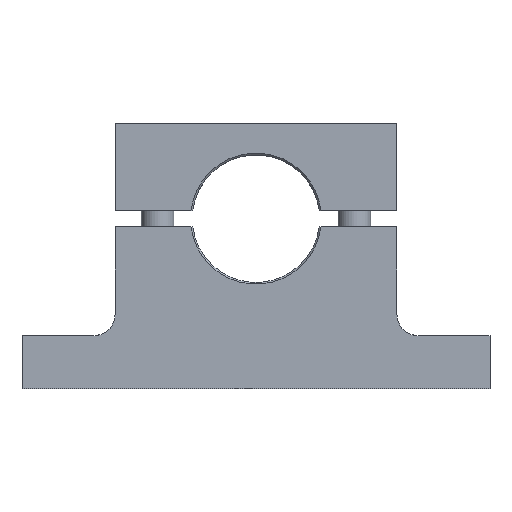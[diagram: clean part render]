
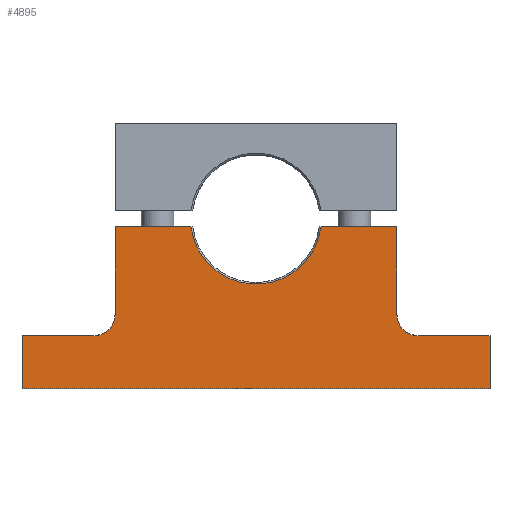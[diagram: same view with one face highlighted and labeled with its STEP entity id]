
A CAD part, top view. The second image highlights one B-rep face of the part: STEP entity #4895.
In plain terms, the highlighted planar face has unit normal (0, 0, 1).
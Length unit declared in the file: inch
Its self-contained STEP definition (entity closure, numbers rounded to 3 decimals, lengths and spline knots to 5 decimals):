
#80 = DIRECTION ( 'NONE',  ( 1., 0., 0. ) ) ;
#120 = CARTESIAN_POINT ( 'NONE',  ( 0., -0.6875, 0.25 ) ) ;
#168 = ORIENTED_EDGE ( 'NONE', *, *, #1902, .T. ) ;
#191 = EDGE_CURVE ( 'NONE', #2671, #2342, #3526, .T. ) ;
#194 = CARTESIAN_POINT ( 'NONE',  ( 1.375, -1., 0.25 ) ) ;
#207 = CARTESIAN_POINT ( 'NONE',  ( -0.38214, -0.04688, 0.25 ) ) ;
#280 = DIRECTION ( 'NONE',  ( 1., 0., 0. ) ) ;
#377 = CARTESIAN_POINT ( 'NONE',  ( 0., -0.6875, 0.25 ) ) ;
#451 = DIRECTION ( 'NONE',  ( 0., 0., -1. ) ) ;
#508 = AXIS2_PLACEMENT_3D ( 'NONE', #4859, #2540, #280 ) ;
#618 = FACE_OUTER_BOUND ( 'NONE', #2855, .T. ) ;
#676 = CARTESIAN_POINT ( 'NONE',  ( -1.375, -0.61822, 0.25 ) ) ;
#677 = VERTEX_POINT ( 'NONE', #194 ) ;
#727 = CIRCLE ( 'NONE', #3467, 0.125 ) ;
#728 = ORIENTED_EDGE ( 'NONE', *, *, #4311, .T. ) ;
#789 = CARTESIAN_POINT ( 'NONE',  ( 0.828, -0.5625, 0.25 ) ) ;
#985 = DIRECTION ( 'NONE',  ( -1., 0., 0. ) ) ;
#1044 = CARTESIAN_POINT ( 'NONE',  ( 0.38214, -0.04688, 0.25 ) ) ;
#1053 = DIRECTION ( 'NONE',  ( 0., -1., 0. ) ) ;
#1222 = CARTESIAN_POINT ( 'NONE',  ( 0., -1., 0.25 ) ) ;
#1256 = EDGE_CURVE ( 'NONE', #3444, #1530, #1733, .T. ) ;
#1275 = ORIENTED_EDGE ( 'NONE', *, *, #2925, .T. ) ;
#1343 = CARTESIAN_POINT ( 'NONE',  ( -0.828, -0.04688, 0.25 ) ) ;
#1397 = CARTESIAN_POINT ( 'NONE',  ( 1.375, -0.61822, 0.25 ) ) ;
#1416 = LINE ( 'NONE', #4298, #4338 ) ;
#1513 = CARTESIAN_POINT ( 'NONE',  ( 0., 0., 0.25 ) ) ;
#1530 = VERTEX_POINT ( 'NONE', #4635 ) ;
#1586 = DIRECTION ( 'NONE',  ( 0., 1., 0. ) ) ;
#1613 = LINE ( 'NONE', #3261, #3625 ) ;
#1642 = VECTOR ( 'NONE', #4483, 39.37008 ) ;
#1654 = LINE ( 'NONE', #1222, #3422 ) ;
#1733 = LINE ( 'NONE', #377, #2724 ) ;
#1745 = LINE ( 'NONE', #4241, #2735 ) ;
#1791 = VERTEX_POINT ( 'NONE', #3685 ) ;
#1826 = VERTEX_POINT ( 'NONE', #1044 ) ;
#1863 = CARTESIAN_POINT ( 'NONE',  ( -0.828, -0.5625, 0.25 ) ) ;
#1884 = VECTOR ( 'NONE', #4839, 39.37008 ) ;
#1902 = EDGE_CURVE ( 'NONE', #677, #2671, #4921, .T. ) ;
#1909 = DIRECTION ( 'NONE',  ( 1., 0., 0. ) ) ;
#2116 = ORIENTED_EDGE ( 'NONE', *, *, #4224, .T. ) ;
#2147 = CARTESIAN_POINT ( 'NONE',  ( 0., -0.61822, 0.25 ) ) ;
#2245 = VERTEX_POINT ( 'NONE', #4108 ) ;
#2290 = ORIENTED_EDGE ( 'NONE', *, *, #2492, .T. ) ;
#2342 = VERTEX_POINT ( 'NONE', #4553 ) ;
#2451 = VECTOR ( 'NONE', #1586, 39.37008 ) ;
#2492 = EDGE_CURVE ( 'NONE', #4181, #1791, #3472, .T. ) ;
#2508 = DIRECTION ( 'NONE',  ( 1., 0., 0. ) ) ;
#2540 = DIRECTION ( 'NONE',  ( 0., 0., -1. ) ) ;
#2555 = ORIENTED_EDGE ( 'NONE', *, *, #2803, .T. ) ;
#2635 = DIRECTION ( 'NONE',  ( -1., 0., 0. ) ) ;
#2671 = VERTEX_POINT ( 'NONE', #3517 ) ;
#2702 = CARTESIAN_POINT ( 'NONE',  ( 0.828, -0.61822, 0.25 ) ) ;
#2719 = CARTESIAN_POINT ( 'NONE',  ( -0.953, -0.5625, 0.25 ) ) ;
#2724 = VECTOR ( 'NONE', #2635, 39.37008 ) ;
#2735 = VECTOR ( 'NONE', #3866, 39.37008 ) ;
#2740 = VECTOR ( 'NONE', #1053, 39.37008 ) ;
#2803 = EDGE_CURVE ( 'NONE', #2245, #677, #1654, .T. ) ;
#2855 = EDGE_LOOP ( 'NONE', ( #2290, #2116, #3919, #728, #1275, #3795, #4844, #4273, #2555, #168, #2889, #3324 ) ) ;
#2861 = CIRCLE ( 'NONE', #508, 0.125 ) ;
#2889 = ORIENTED_EDGE ( 'NONE', *, *, #191, .T. ) ;
#2925 = EDGE_CURVE ( 'NONE', #4818, #4123, #1416, .T. ) ;
#3101 = DIRECTION ( 'NONE',  ( 1., 0., 0. ) ) ;
#3230 = CARTESIAN_POINT ( 'NONE',  ( -0.953, -0.6875, 0.25 ) ) ;
#3261 = CARTESIAN_POINT ( 'NONE',  ( 0., -0.04688, 0.25 ) ) ;
#3324 = ORIENTED_EDGE ( 'NONE', *, *, #3947, .T. ) ;
#3422 = VECTOR ( 'NONE', #80, 39.37008 ) ;
#3444 = VERTEX_POINT ( 'NONE', #3230 ) ;
#3467 = AXIS2_PLACEMENT_3D ( 'NONE', #2719, #451, #3101 ) ;
#3472 = LINE ( 'NONE', #2702, #2451 ) ;
#3517 = CARTESIAN_POINT ( 'NONE',  ( 1.375, -0.6875, 0.25 ) ) ;
#3526 = LINE ( 'NONE', #120, #1642 ) ;
#3589 = EDGE_CURVE ( 'NONE', #1826, #4826, #3758, .T. ) ;
#3625 = VECTOR ( 'NONE', #985, 39.37008 ) ;
#3630 = PLANE ( 'NONE',  #4398 ) ;
#3685 = CARTESIAN_POINT ( 'NONE',  ( 0.828, -0.04688, 0.25 ) ) ;
#3758 = CIRCLE ( 'NONE', #4253, 0.385 ) ;
#3795 = ORIENTED_EDGE ( 'NONE', *, *, #4225, .T. ) ;
#3866 = DIRECTION ( 'NONE',  ( -1., 0., 0. ) ) ;
#3885 = LINE ( 'NONE', #676, #2740 ) ;
#3919 = ORIENTED_EDGE ( 'NONE', *, *, #3589, .T. ) ;
#3947 = EDGE_CURVE ( 'NONE', #2342, #4181, #2861, .T. ) ;
#3968 = DIRECTION ( 'NONE',  ( 0., -1., 0. ) ) ;
#4003 = EDGE_CURVE ( 'NONE', #1530, #2245, #3885, .T. ) ;
#4108 = CARTESIAN_POINT ( 'NONE',  ( -1.375, -1., 0.25 ) ) ;
#4123 = VERTEX_POINT ( 'NONE', #1863 ) ;
#4181 = VERTEX_POINT ( 'NONE', #789 ) ;
#4189 = DIRECTION ( 'NONE',  ( 0., 0., -1. ) ) ;
#4224 = EDGE_CURVE ( 'NONE', #1791, #1826, #1745, .T. ) ;
#4225 = EDGE_CURVE ( 'NONE', #4123, #3444, #727, .T. ) ;
#4241 = CARTESIAN_POINT ( 'NONE',  ( 0., -0.04688, 0.25 ) ) ;
#4253 = AXIS2_PLACEMENT_3D ( 'NONE', #1513, #4189, #1909 ) ;
#4273 = ORIENTED_EDGE ( 'NONE', *, *, #4003, .T. ) ;
#4298 = CARTESIAN_POINT ( 'NONE',  ( -0.828, -0.61822, 0.25 ) ) ;
#4311 = EDGE_CURVE ( 'NONE', #4826, #4818, #1613, .T. ) ;
#4338 = VECTOR ( 'NONE', #3968, 39.37008 ) ;
#4398 = AXIS2_PLACEMENT_3D ( 'NONE', #2147, #4830, #2508 ) ;
#4483 = DIRECTION ( 'NONE',  ( -1., 0., 0. ) ) ;
#4553 = CARTESIAN_POINT ( 'NONE',  ( 0.953, -0.6875, 0.25 ) ) ;
#4635 = CARTESIAN_POINT ( 'NONE',  ( -1.375, -0.6875, 0.25 ) ) ;
#4818 = VERTEX_POINT ( 'NONE', #1343 ) ;
#4826 = VERTEX_POINT ( 'NONE', #207 ) ;
#4830 = DIRECTION ( 'NONE',  ( 0., 0., 1. ) ) ;
#4839 = DIRECTION ( 'NONE',  ( 0., 1., 0. ) ) ;
#4844 = ORIENTED_EDGE ( 'NONE', *, *, #1256, .T. ) ;
#4859 = CARTESIAN_POINT ( 'NONE',  ( 0.953, -0.5625, 0.25 ) ) ;
#4895 = ADVANCED_FACE ( 'NONE', ( #618 ), #3630, .T. ) ;
#4921 = LINE ( 'NONE', #1397, #1884 ) ;
